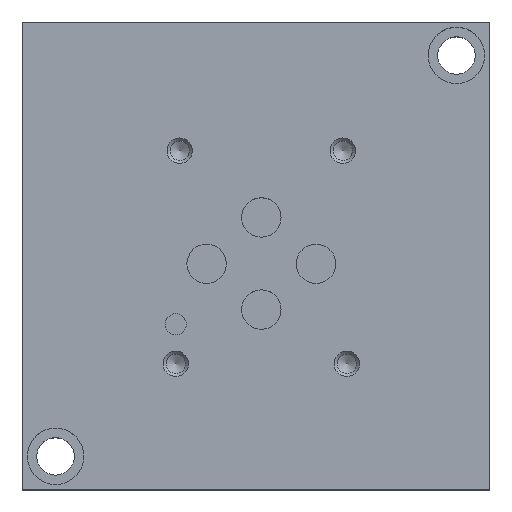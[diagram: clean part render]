
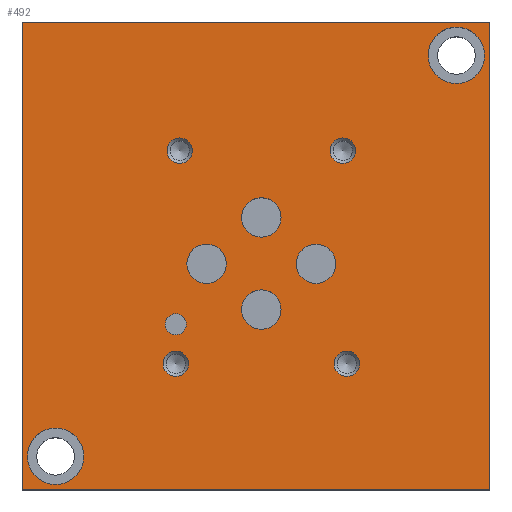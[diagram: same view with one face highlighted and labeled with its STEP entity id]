
A CAD part, top view. The second image highlights one B-rep face of the part: STEP entity #492.
In plain terms, the highlighted planar face has unit normal (0, 0, 1).
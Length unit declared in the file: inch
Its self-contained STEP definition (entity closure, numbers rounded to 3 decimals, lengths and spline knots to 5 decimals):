
#492 = ADVANCED_FACE( '', ( #1085, #1086, #1087, #1088, #1089, #1090, #1091, #1092, #1093, #1094, #1095, #1096 ), #1097, .F. );
#1085 = FACE_BOUND( '', #1772, .T. );
#1086 = FACE_BOUND( '', #1773, .T. );
#1087 = FACE_BOUND( '', #1774, .T. );
#1088 = FACE_BOUND( '', #1775, .T. );
#1089 = FACE_BOUND( '', #1776, .T. );
#1090 = FACE_BOUND( '', #1777, .T. );
#1091 = FACE_BOUND( '', #1778, .T. );
#1092 = FACE_BOUND( '', #1779, .T. );
#1093 = FACE_BOUND( '', #1780, .T. );
#1094 = FACE_BOUND( '', #1781, .T. );
#1095 = FACE_BOUND( '', #1782, .T. );
#1096 = FACE_OUTER_BOUND( '', #1783, .T. );
#1097 = PLANE( '', #1784 );
#1772 = EDGE_LOOP( '', ( #3091 ) );
#1773 = EDGE_LOOP( '', ( #3092 ) );
#1774 = EDGE_LOOP( '', ( #3093 ) );
#1775 = EDGE_LOOP( '', ( #3094 ) );
#1776 = EDGE_LOOP( '', ( #3095 ) );
#1777 = EDGE_LOOP( '', ( #3096 ) );
#1778 = EDGE_LOOP( '', ( #3097 ) );
#1779 = EDGE_LOOP( '', ( #3098 ) );
#1780 = EDGE_LOOP( '', ( #3099 ) );
#1781 = EDGE_LOOP( '', ( #3100 ) );
#1782 = EDGE_LOOP( '', ( #3101 ) );
#1783 = EDGE_LOOP( '', ( #3102, #3103, #3104, #3105 ) );
#1784 = AXIS2_PLACEMENT_3D( '', #3106, #3107, #3108 );
#3091 = ORIENTED_EDGE( '', *, *, #4276, .T. );
#3092 = ORIENTED_EDGE( '', *, *, #4330, .T. );
#3093 = ORIENTED_EDGE( '', *, *, #3959, .F. );
#3094 = ORIENTED_EDGE( '', *, *, #4331, .F. );
#3095 = ORIENTED_EDGE( '', *, *, #4332, .F. );
#3096 = ORIENTED_EDGE( '', *, *, #4075, .F. );
#3097 = ORIENTED_EDGE( '', *, *, #3808, .F. );
#3098 = ORIENTED_EDGE( '', *, *, #3921, .F. );
#3099 = ORIENTED_EDGE( '', *, *, #4019, .F. );
#3100 = ORIENTED_EDGE( '', *, *, #4224, .F. );
#3101 = ORIENTED_EDGE( '', *, *, #4333, .F. );
#3102 = ORIENTED_EDGE( '', *, *, #4334, .T. );
#3103 = ORIENTED_EDGE( '', *, *, #4335, .F. );
#3104 = ORIENTED_EDGE( '', *, *, #3996, .F. );
#3105 = ORIENTED_EDGE( '', *, *, #4336, .T. );
#3106 = CARTESIAN_POINT( '', ( 3.5, 3.5, 1.5 ) );
#3107 = DIRECTION( '', ( 0., 0., -1. ) );
#3108 = DIRECTION( '', ( -1., 0., 0. ) );
#3808 = EDGE_CURVE( '', #4502, #4502, #4503, .T. );
#3921 = EDGE_CURVE( '', #4699, #4699, #4700, .T. );
#3959 = EDGE_CURVE( '', #4764, #4764, #4765, .T. );
#3996 = EDGE_CURVE( '', #4828, #4830, #4831, .T. );
#4019 = EDGE_CURVE( '', #4865, #4865, #4866, .T. );
#4075 = EDGE_CURVE( '', #4955, #4955, #4956, .T. );
#4224 = EDGE_CURVE( '', #5172, #5172, #5173, .T. );
#4276 = EDGE_CURVE( '', #5242, #5242, #5243, .T. );
#4330 = EDGE_CURVE( '', #5315, #5315, #5316, .T. );
#4331 = EDGE_CURVE( '', #5317, #5317, #5318, .T. );
#4332 = EDGE_CURVE( '', #5319, #5319, #5320, .T. );
#4333 = EDGE_CURVE( '', #5321, #5321, #5322, .T. );
#4334 = EDGE_CURVE( '', #5323, #5324, #5325, .T. );
#4335 = EDGE_CURVE( '', #4830, #5324, #5326, .T. );
#4336 = EDGE_CURVE( '', #4828, #5323, #5327, .T. );
#4502 = VERTEX_POINT( '', #5520 );
#4503 = CIRCLE( '', #5521, 0.079 );
#4699 = VERTEX_POINT( '', #5782 );
#4700 = CIRCLE( '', #5783, 0.1475 );
#4764 = VERTEX_POINT( '', #5872 );
#4765 = CIRCLE( '', #5873, 0.095 );
#4828 = VERTEX_POINT( '', #5960 );
#4830 = VERTEX_POINT( '', #5963 );
#4831 = LINE( '', #5964, #5965 );
#4865 = VERTEX_POINT( '', #6010 );
#4866 = CIRCLE( '', #6011, 0.1475 );
#4955 = VERTEX_POINT( '', #6127 );
#4956 = CIRCLE( '', #6128, 0.095 );
#5172 = VERTEX_POINT( '', #6421 );
#5173 = CIRCLE( '', #6422, 0.1475 );
#5242 = VERTEX_POINT( '', #6519 );
#5243 = CIRCLE( '', #6520, 0.211 );
#5315 = VERTEX_POINT( '', #6617 );
#5316 = CIRCLE( '', #6618, 0.211 );
#5317 = VERTEX_POINT( '', #6619 );
#5318 = CIRCLE( '', #6620, 0.095 );
#5319 = VERTEX_POINT( '', #6621 );
#5320 = CIRCLE( '', #6622, 0.095 );
#5321 = VERTEX_POINT( '', #6623 );
#5322 = CIRCLE( '', #6624, 0.1475 );
#5323 = VERTEX_POINT( '', #6625 );
#5324 = VERTEX_POINT( '', #6626 );
#5325 = LINE( '', #6627, #6628 );
#5326 = LINE( '', #6629, #6630 );
#5327 = LINE( '', #6631, #6632 );
#5520 = CARTESIAN_POINT( '', ( 1.229, 1.238, 1.5 ) );
#5521 = AXIS2_PLACEMENT_3D( '', #6896, #6897, #6898 );
#5782 = CARTESIAN_POINT( '', ( 1.9375, 1.348, 1.5 ) );
#5783 = AXIS2_PLACEMENT_3D( '', #7033, #7034, #7035 );
#5872 = CARTESIAN_POINT( '', ( 1.274, 2.537, 1.5 ) );
#5873 = AXIS2_PLACEMENT_3D( '', #7076, #7077, #7078 );
#5960 = CARTESIAN_POINT( '', ( 3.5, 3.5, 1.5 ) );
#5963 = CARTESIAN_POINT( '', ( 3.5, 0., 1.5 ) );
#5964 = CARTESIAN_POINT( '', ( 3.5, 3.5, 1.5 ) );
#5965 = VECTOR( '', #7119, 39.37008 );
#6010 = CARTESIAN_POINT( '', ( 1.9375, 2.037, 1.5 ) );
#6011 = AXIS2_PLACEMENT_3D( '', #7146, #7147, #7148 );
#6127 = CARTESIAN_POINT( '', ( 2.495, 2.537, 1.5 ) );
#6128 = AXIS2_PLACEMENT_3D( '', #7218, #7219, #7220 );
#6421 = CARTESIAN_POINT( '', ( 2.3465, 1.69, 1.5 ) );
#6422 = AXIS2_PLACEMENT_3D( '', #7382, #7383, #7384 );
#6519 = CARTESIAN_POINT( '', ( 3.039, 3.25, 1.5 ) );
#6520 = AXIS2_PLACEMENT_3D( '', #7428, #7429, #7430 );
#6617 = CARTESIAN_POINT( '', ( 0.039, 0.25, 1.5 ) );
#6618 = AXIS2_PLACEMENT_3D( '', #7483, #7484, #7485 );
#6619 = CARTESIAN_POINT( '', ( 1.245, 0.942, 1.5 ) );
#6620 = AXIS2_PLACEMENT_3D( '', #7486, #7487, #7488 );
#6621 = CARTESIAN_POINT( '', ( 2.525, 0.942, 1.5 ) );
#6622 = AXIS2_PLACEMENT_3D( '', #7489, #7490, #7491 );
#6623 = CARTESIAN_POINT( '', ( 1.5275, 1.69, 1.5 ) );
#6624 = AXIS2_PLACEMENT_3D( '', #7492, #7493, #7494 );
#6625 = CARTESIAN_POINT( '', ( 0., 3.5, 1.5 ) );
#6626 = CARTESIAN_POINT( '', ( 0., 0., 1.5 ) );
#6627 = CARTESIAN_POINT( '', ( 0., 3.5, 1.5 ) );
#6628 = VECTOR( '', #7495, 39.37008 );
#6629 = CARTESIAN_POINT( '', ( 3.5, 0., 1.5 ) );
#6630 = VECTOR( '', #7496, 39.37008 );
#6631 = CARTESIAN_POINT( '', ( 3.5, 3.5, 1.5 ) );
#6632 = VECTOR( '', #7497, 39.37008 );
#6896 = CARTESIAN_POINT( '', ( 1.15, 1.238, 1.5 ) );
#6897 = DIRECTION( '', ( 0., 0., 1. ) );
#6898 = DIRECTION( '', ( 1., 0., 0. ) );
#7033 = CARTESIAN_POINT( '', ( 1.79, 1.348, 1.5 ) );
#7034 = DIRECTION( '', ( 0., 0., 1. ) );
#7035 = DIRECTION( '', ( 1., 0., 0. ) );
#7076 = CARTESIAN_POINT( '', ( 1.179, 2.537, 1.5 ) );
#7077 = DIRECTION( '', ( 0., 0., 1. ) );
#7078 = DIRECTION( '', ( 1., 0., 0. ) );
#7119 = DIRECTION( '', ( 0., -1., 0. ) );
#7146 = CARTESIAN_POINT( '', ( 1.79, 2.037, 1.5 ) );
#7147 = DIRECTION( '', ( 0., 0., 1. ) );
#7148 = DIRECTION( '', ( 1., 0., 0. ) );
#7218 = CARTESIAN_POINT( '', ( 2.4, 2.537, 1.5 ) );
#7219 = DIRECTION( '', ( 0., 0., 1. ) );
#7220 = DIRECTION( '', ( 1., 0., 0. ) );
#7382 = CARTESIAN_POINT( '', ( 2.199, 1.69, 1.5 ) );
#7383 = DIRECTION( '', ( 0., 0., 1. ) );
#7384 = DIRECTION( '', ( 1., 0., 0. ) );
#7428 = CARTESIAN_POINT( '', ( 3.25, 3.25, 1.5 ) );
#7429 = DIRECTION( '', ( 0., 0., -1. ) );
#7430 = DIRECTION( '', ( -1., 0., 0. ) );
#7483 = CARTESIAN_POINT( '', ( 0.25, 0.25, 1.5 ) );
#7484 = DIRECTION( '', ( 0., 0., -1. ) );
#7485 = DIRECTION( '', ( -1., 0., 0. ) );
#7486 = CARTESIAN_POINT( '', ( 1.15, 0.942, 1.5 ) );
#7487 = DIRECTION( '', ( 0., 0., 1. ) );
#7488 = DIRECTION( '', ( 1., 0., 0. ) );
#7489 = CARTESIAN_POINT( '', ( 2.43, 0.942, 1.5 ) );
#7490 = DIRECTION( '', ( 0., 0., 1. ) );
#7491 = DIRECTION( '', ( 1., 0., 0. ) );
#7492 = CARTESIAN_POINT( '', ( 1.38, 1.69, 1.5 ) );
#7493 = DIRECTION( '', ( 0., 0., 1. ) );
#7494 = DIRECTION( '', ( 1., 0., 0. ) );
#7495 = DIRECTION( '', ( 0., -1., 0. ) );
#7496 = DIRECTION( '', ( -1., 0., 0. ) );
#7497 = DIRECTION( '', ( -1., 0., 0. ) );
